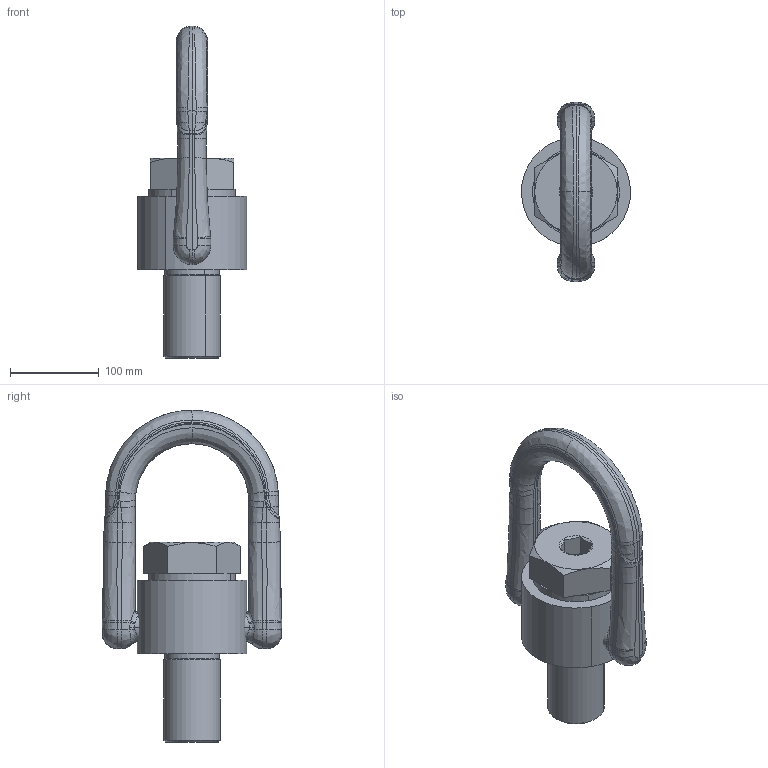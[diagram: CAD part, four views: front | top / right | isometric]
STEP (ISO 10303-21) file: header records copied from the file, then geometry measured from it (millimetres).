
FILE_DESCRIPTION(('CATIA V5 STEP Exchange'),'2;1');
FILE_NAME('YK8231-225A.stp','2016-03-29T06:33:39+00:00',('none'),('none'),'CATIA Version 5 Release 21 GA (IN-10)','CATIA V5 STEP AP203','none');
FILE_SCHEMA(('CONFIG_CONTROL_DESIGN'));
Length unit declared in the file: millimetre
Products named in the file (1): YK8231-225A
Assembly tree (3 placements, depth 2):
  YK8231-225A
    #58
    #27734
    #28870
Bounding box: 122.97 x 202.38 x 374.09 mm (x, y, z)
Volume: 2548312.3 mm3; surface area: 200920.3 mm2
Topology: 3 solids, 3 shells, 465 faces, 1048 edges, 592 vertices
Faces by surface type: bspline 268, plane 83, cylinder 78, cone 22, torus 14
Entity records: 29028 total; most frequent: CARTESIAN_POINT 21283, ORIENTED_EDGE 2096, EDGE_CURVE 1048, B_SPLINE_CURVE_WITH_KNOTS 760, DIRECTION 600, VERTEX_POINT 592, EDGE_LOOP 468, ADVANCED_FACE 465
